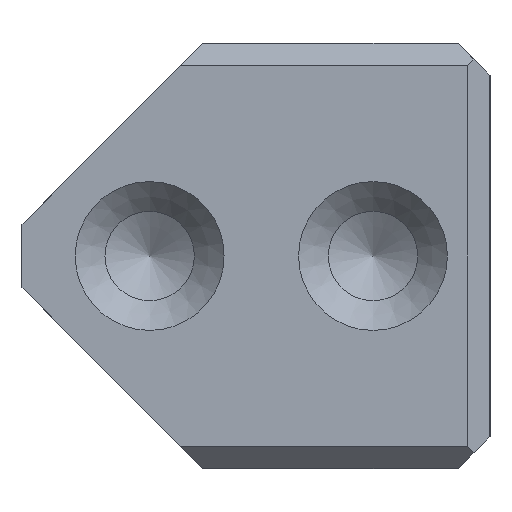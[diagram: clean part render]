
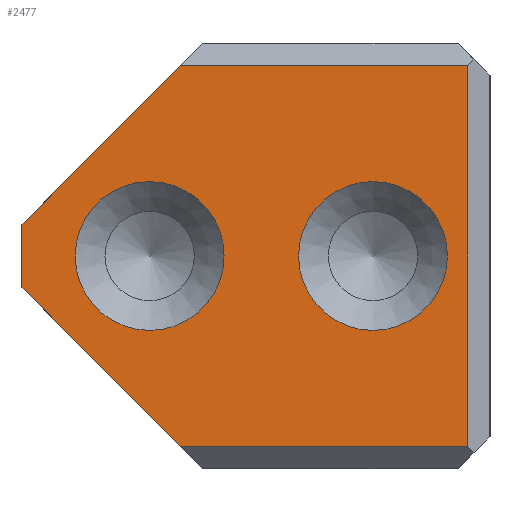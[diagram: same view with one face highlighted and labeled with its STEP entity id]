
A CAD part, left-side view. The second image highlights one B-rep face of the part: STEP entity #2477.
In plain terms, the highlighted planar face has unit normal (-1, 0, 0).
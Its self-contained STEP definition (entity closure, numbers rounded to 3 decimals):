
#2477=ADVANCED_FACE('',(#3403,#3404,#3405),#2860,.T.);
#2860=PLANE('',#8889);
#3106=CIRCLE('',#8887,3.5);
#3107=CIRCLE('',#8888,3.5);
#3403=FACE_BOUND('',#3608,.T.);
#3404=FACE_BOUND('',#3609,.T.);
#3405=FACE_BOUND('',#3610,.T.);
#3608=EDGE_LOOP('',(#4342));
#3609=EDGE_LOOP('',(#4343));
#3610=EDGE_LOOP('',(#4344,#4345,#4346,#4347,#4348,#4349));
#4342=ORIENTED_EDGE('',*,*,#6883,.T.);
#4343=ORIENTED_EDGE('',*,*,#6884,.T.);
#4344=ORIENTED_EDGE('',*,*,#6885,.T.);
#4345=ORIENTED_EDGE('',*,*,#6886,.T.);
#4346=ORIENTED_EDGE('',*,*,#6887,.T.);
#4347=ORIENTED_EDGE('',*,*,#6888,.F.);
#4348=ORIENTED_EDGE('',*,*,#6889,.T.);
#4349=ORIENTED_EDGE('',*,*,#6890,.T.);
#6228=VERTEX_POINT('',#11461);
#6229=VERTEX_POINT('',#11463);
#6230=VERTEX_POINT('',#11465);
#6231=VERTEX_POINT('',#11466);
#6232=VERTEX_POINT('',#11468);
#6233=VERTEX_POINT('',#11470);
#6234=VERTEX_POINT('',#11472);
#6235=VERTEX_POINT('',#11474);
#6883=EDGE_CURVE('',#6228,#6228,#3106,.T.);
#6884=EDGE_CURVE('',#6229,#6229,#3107,.T.);
#6885=EDGE_CURVE('',#6230,#6231,#7728,.T.);
#6886=EDGE_CURVE('',#6231,#6232,#7729,.T.);
#6887=EDGE_CURVE('',#6232,#6233,#7730,.T.);
#6888=EDGE_CURVE('',#6234,#6233,#7731,.T.);
#6889=EDGE_CURVE('',#6234,#6235,#7732,.T.);
#6890=EDGE_CURVE('',#6235,#6230,#7733,.T.);
#7728=LINE('',#11464,#8380);
#7729=LINE('',#11467,#8381);
#7730=LINE('',#11469,#8382);
#7731=LINE('',#11471,#8383);
#7732=LINE('',#11473,#8384);
#7733=LINE('',#11475,#8385);
#8380=VECTOR('',#9491,1.);
#8381=VECTOR('',#9492,1.);
#8382=VECTOR('',#9493,1.);
#8383=VECTOR('',#9494,1.);
#8384=VECTOR('',#9495,1.);
#8385=VECTOR('',#9496,1.);
#8887=AXIS2_PLACEMENT_3D('',#11460,#9487,#9488);
#8888=AXIS2_PLACEMENT_3D('',#11462,#9489,#9490);
#8889=AXIS2_PLACEMENT_3D('',#11476,#9497,#9498);
#9487=DIRECTION('',(1.,0.,0.));
#9488=DIRECTION('',(0.,0.,-1.));
#9489=DIRECTION('',(1.,0.,0.));
#9490=DIRECTION('',(0.,0.,-1.));
#9491=DIRECTION('',(0.,0.,1.));
#9492=DIRECTION('',(0.,1.,0.));
#9493=DIRECTION('',(0.,0.707,-0.707));
#9494=DIRECTION('',(0.,0.,1.));
#9495=DIRECTION('',(0.,-0.707,-0.707));
#9496=DIRECTION('',(0.,-1.,0.));
#9497=DIRECTION('',(-1.,0.,0.));
#9498=DIRECTION('',(0.,0.,-1.));
#11460=CARTESIAN_POINT('',(0.,16.,10.));
#11461=CARTESIAN_POINT('',(0.,16.,6.5));
#11462=CARTESIAN_POINT('',(0.,5.5,10.));
#11463=CARTESIAN_POINT('',(0.,5.5,6.5));
#11464=CARTESIAN_POINT('',(0.,1.05,0.));
#11465=CARTESIAN_POINT('',(0.,1.05,1.05));
#11466=CARTESIAN_POINT('',(0.,1.05,18.95));
#11467=CARTESIAN_POINT('',(0.,11.,18.95));
#11468=CARTESIAN_POINT('',(0.,14.55,18.95));
#11469=CARTESIAN_POINT('',(0.,22.25,11.25));
#11470=CARTESIAN_POINT('',(0.,22.,11.5));
#11471=CARTESIAN_POINT('',(0.,22.,0.));
#11472=CARTESIAN_POINT('',(0.,22.,8.5));
#11473=CARTESIAN_POINT('',(0.,12.25,-1.25));
#11474=CARTESIAN_POINT('',(0.,14.55,1.05));
#11475=CARTESIAN_POINT('',(0.,11.,1.05));
#11476=CARTESIAN_POINT('',(0.,11.,0.));
